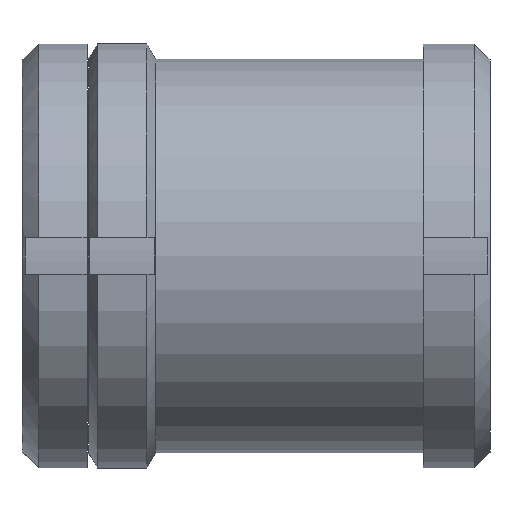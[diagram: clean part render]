
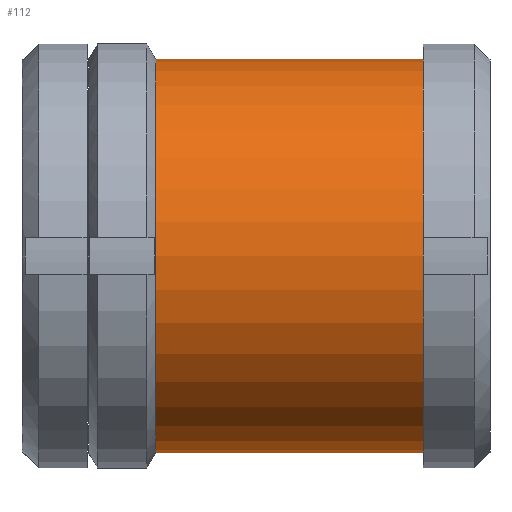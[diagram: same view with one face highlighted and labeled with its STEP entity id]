
A CAD part, left-side view. The second image highlights one B-rep face of the part: STEP entity #112.
In plain terms, the highlighted cylindrical face has radius 32.376 mm (diameter 64.752 mm), a full revolution.
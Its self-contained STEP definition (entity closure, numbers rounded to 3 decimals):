
#112 = ADVANCED_FACE( '', ( #279, #280 ), #281, .T. );
#279 = FACE_OUTER_BOUND( '', #518, .T. );
#280 = FACE_OUTER_BOUND( '', #519, .T. );
#281 = CYLINDRICAL_SURFACE( '', #520, 32.376 );
#518 = EDGE_LOOP( '', ( #793 ) );
#519 = EDGE_LOOP( '', ( #794 ) );
#520 = AXIS2_PLACEMENT_3D( '', #795, #796, #797 );
#793 = ORIENTED_EDGE( '', *, *, #1369, .T. );
#794 = ORIENTED_EDGE( '', *, *, #1370, .F. );
#795 = CARTESIAN_POINT( '', ( 0., 0., 0. ) );
#796 = DIRECTION( '', ( 0., 1., 0. ) );
#797 = DIRECTION( '', ( 0., 0., -1. ) );
#1369 = EDGE_CURVE( '', #1630, #1630, #1631, .T. );
#1370 = EDGE_CURVE( '', #1632, #1632, #1633, .T. );
#1630 = VERTEX_POINT( '', #2024 );
#1631 = CIRCLE( '', #2025, 32.376 );
#1632 = VERTEX_POINT( '', #2026 );
#1633 = CIRCLE( '', #2027, 32.376 );
#2024 = CARTESIAN_POINT( '', ( 0., 55.01, -32.376 ) );
#2025 = AXIS2_PLACEMENT_3D( '', #2559, #2560, #2561 );
#2026 = CARTESIAN_POINT( '', ( 0., 11., -32.376 ) );
#2027 = AXIS2_PLACEMENT_3D( '', #2562, #2563, #2564 );
#2559 = CARTESIAN_POINT( '', ( 0., 55.01, 0. ) );
#2560 = DIRECTION( '', ( 0., -1., 0. ) );
#2561 = DIRECTION( '', ( 0., 0., -1. ) );
#2562 = CARTESIAN_POINT( '', ( 0., 11., 0. ) );
#2563 = DIRECTION( '', ( 0., -1., 0. ) );
#2564 = DIRECTION( '', ( 0., 0., -1. ) );
